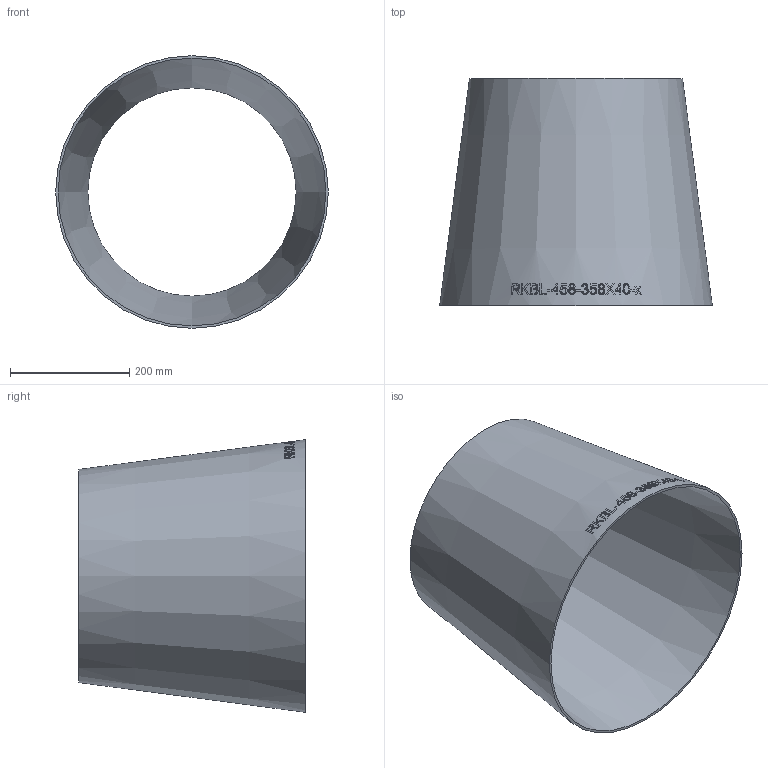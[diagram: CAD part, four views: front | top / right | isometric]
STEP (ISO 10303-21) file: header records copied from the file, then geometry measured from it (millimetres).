
FILE_DESCRIPTION (( 'STEP AP214' ), '1' );
FILE_NAME ('RKBL-458-358X40-x Reduzierung aus Blech 2006.STEP', '2020-06-19T10:32:08', ( '' ), ( '' ), 'SwSTEP 2.0', 'SolidWorks 2019', '' );
FILE_SCHEMA (( 'AUTOMOTIVE_DESIGN' ));
Length unit declared in the file: millimetre
Products named in the file (1): RKBL-458-358X40-x Reduzierung aus Blech 2006
Bounding box: 458 x 381 x 458 mm (x, y, z)
Volume: 1947660.6 mm3; surface area: 985584.2 mm2
Topology: 1 solids, 1 shells, 249 faces, 660 edges, 440 vertices
Faces by surface type: bspline 218, cone 29, plane 2
Entity records: 42291 total; most frequent: CARTESIAN_POINT 35430, ORIENTED_EDGE 1316, EDGE_CURVE 658, B_SPLINE_CURVE_WITH_KNOTS 654, VERTEX_POINT 440, EDGE_LOOP 280, FACE_OUTER_BOUND 249, ADVANCED_FACE 249
